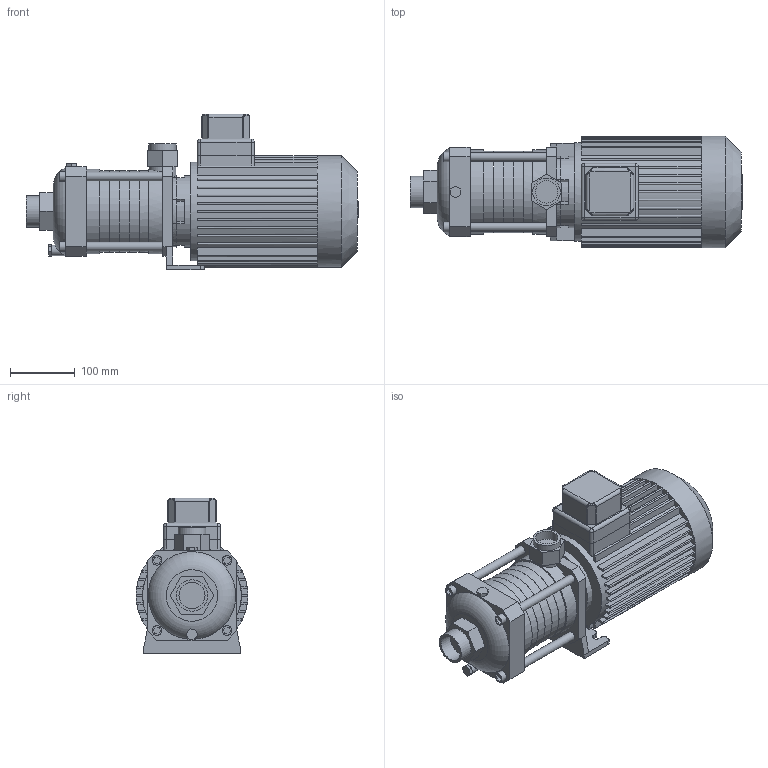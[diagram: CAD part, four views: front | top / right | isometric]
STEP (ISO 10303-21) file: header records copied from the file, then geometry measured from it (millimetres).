
FILE_DESCRIPTION(/* description */ (''),/* implementation_level */ '2;1');
FILE_NAME(/* name */ '3d_MHIL905-E-3-400-50-2_IE3-4210671.stp',/* time_stamp */ '2017-03-20T11:23:27+01:00',/* author */ ('Andrzej'),/* organization */ (''),/* preprocessor_version */ 'ST-DEVELOPER v15.5',/* originating_system */ 'AutoCAD Mechanical',/* authorisation */ '');
FILE_SCHEMA (('AUTOMOTIVE_DESIGN { 1 0 10303 214 3 1 1 }'));
Length unit declared in the file: millimetre
Products named in the file (1): Product
Bounding box: 511.3 x 172 x 240 mm (x, y, z)
Volume: 8785511.7 mm3; surface area: 647620.6 mm2
Topology: 11 solids, 11 shells, 472 faces, 1212 edges, 778 vertices
Faces by surface type: plane 325, cylinder 108, bspline 32, sphere 4, torus 2, cone 1
Full cylindrical faces by diameter (mm): 13.454 x4, 15 x4, 15.7 x1, 34.4 x1, 40.3 x1, 42.4 x1, 48.3 x1, 110 x1, 125 x5, 130 x1, 152 x1, 172 x1
Entity records: 14847 total; most frequent: CARTESIAN_POINT 3400, DIRECTION 2363, ORIENTED_EDGE 2348, EDGE_CURVE 1174, AXIS2_PLACEMENT_3D 807, VERTEX_POINT 769, LINE 749, VECTOR 749
